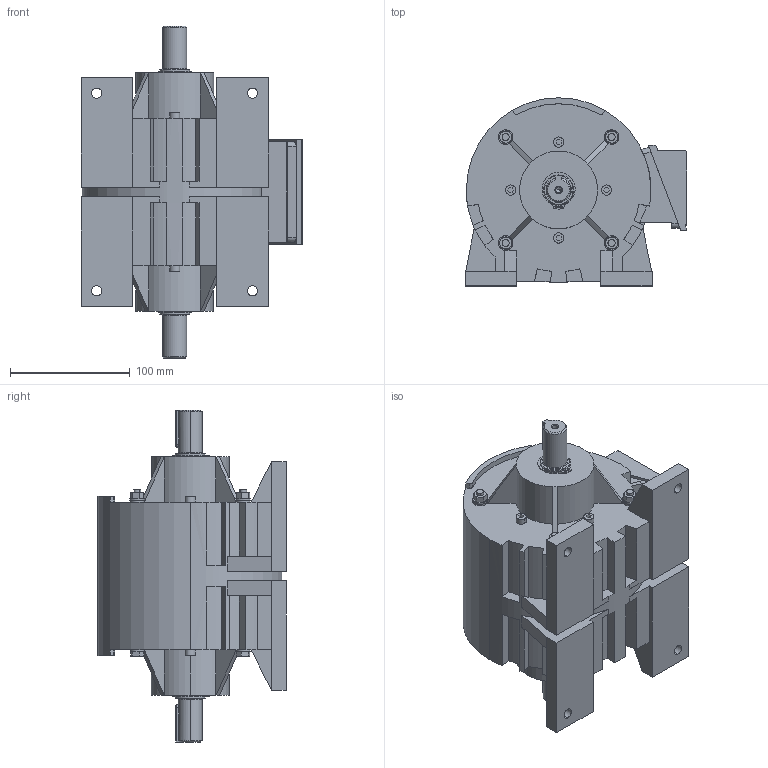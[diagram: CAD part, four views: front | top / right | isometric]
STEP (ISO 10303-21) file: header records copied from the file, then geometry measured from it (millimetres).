
FILE_DESCRIPTION (( 'STEP AP203' ), '1' );
FILE_NAME ('MP250.STEP', '2019-03-05T09:39:34', ( '' ), ( '' ), 'SwSTEP 2.0', 'SolidWorks 2018', '' );
FILE_SCHEMA (( 'CONFIG_CONTROL_DESIGN' ));
Length unit declared in the file: millimetre
Products named in the file (1): MP250
Bounding box: 185 x 157 x 277 mm (x, y, z)
Volume: 2949332.4 mm3; surface area: 198263.2 mm2
Topology: 1 solids, 2 shells, 552 faces, 1397 edges, 894 vertices
Faces by surface type: plane 318, cylinder 168, cone 62, torus 4
Entity records: 17036 total; most frequent: CARTESIAN_POINT 3442, DIRECTION 2861, ORIENTED_EDGE 2786, EDGE_CURVE 1393, AXIS2_PLACEMENT_3D 995, VERTEX_POINT 894, VECTOR 871, LINE 871
